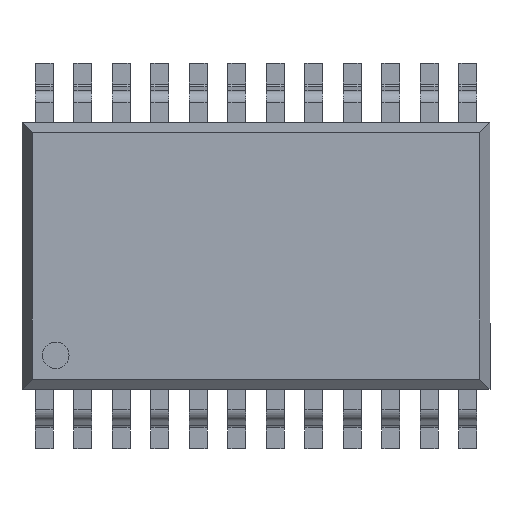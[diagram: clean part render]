
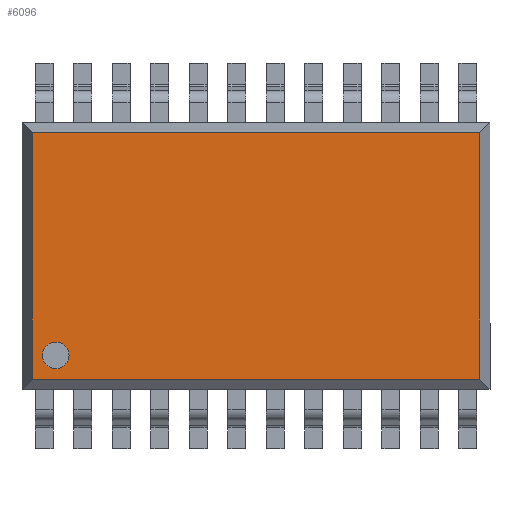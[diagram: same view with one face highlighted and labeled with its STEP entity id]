
A CAD part, top view. The second image highlights one B-rep face of the part: STEP entity #6096.
In plain terms, the highlighted planar face has unit normal (0, 0, 1).
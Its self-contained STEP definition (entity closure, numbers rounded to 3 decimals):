
#69=FACE_BOUND('',#698,.T.);
#77=PLANE('',#6496);
#339=FACE_OUTER_BOUND('',#697,.T.);
#697=EDGE_LOOP('',(#4206,#4207,#4208,#4209));
#698=EDGE_LOOP('',(#4210));
#1049=LINE('',#8874,#1762);
#1053=LINE('',#8882,#1766);
#1056=LINE('',#8888,#1769);
#1060=LINE('',#8894,#1773);
#1762=VECTOR('',#7054,10.);
#1766=VECTOR('',#7060,10.);
#1769=VECTOR('',#7065,10.);
#1773=VECTOR('',#7071,10.);
#2474=CIRCLE('',#6487,0.225);
#2668=VERTEX_POINT('',#8865);
#2670=VERTEX_POINT('',#8872);
#2671=VERTEX_POINT('',#8873);
#2674=VERTEX_POINT('',#8881);
#2676=VERTEX_POINT('',#8887);
#3270=EDGE_CURVE('',#2668,#2668,#2474,.T.);
#3273=EDGE_CURVE('',#2670,#2671,#1049,.T.);
#3277=EDGE_CURVE('',#2671,#2674,#1053,.T.);
#3280=EDGE_CURVE('',#2674,#2676,#1056,.T.);
#3284=EDGE_CURVE('',#2676,#2670,#1060,.T.);
#4206=ORIENTED_EDGE('',*,*,#3273,.F.);
#4207=ORIENTED_EDGE('',*,*,#3284,.F.);
#4208=ORIENTED_EDGE('',*,*,#3280,.F.);
#4209=ORIENTED_EDGE('',*,*,#3277,.F.);
#4210=ORIENTED_EDGE('',*,*,#3270,.T.);
#6096=ADVANCED_FACE('',(#339,#69),#77,.T.);
#6487=AXIS2_PLACEMENT_3D('',#8866,#7045,#7046);
#6496=AXIS2_PLACEMENT_3D('',#8905,#7081,#7082);
#7045=DIRECTION('center_axis',(0.,0.,-1.));
#7046=DIRECTION('ref_axis',(1.,0.,0.));
#7054=DIRECTION('',(0.,1.,0.));
#7060=DIRECTION('',(1.,0.,0.));
#7065=DIRECTION('',(0.,-1.,0.));
#7071=DIRECTION('',(-1.,0.,0.));
#7081=DIRECTION('center_axis',(0.,0.,1.));
#7082=DIRECTION('ref_axis',(1.,0.,0.));
#8865=CARTESIAN_POINT('',(-1.905,3.38,1.2));
#8866=CARTESIAN_POINT('Origin',(-1.68,3.38,1.2));
#8872=CARTESIAN_POINT('',(-2.08,-3.78,1.2));
#8873=CARTESIAN_POINT('',(-2.08,3.78,1.2));
#8874=CARTESIAN_POINT('',(-2.08,1.975,1.2));
#8881=CARTESIAN_POINT('',(2.08,3.78,1.2));
#8882=CARTESIAN_POINT('',(1.125,3.78,1.2));
#8887=CARTESIAN_POINT('',(2.08,-3.78,1.2));
#8888=CARTESIAN_POINT('',(2.08,-1.975,1.2));
#8894=CARTESIAN_POINT('',(-1.125,-3.78,1.2));
#8905=CARTESIAN_POINT('Origin',(0.,0.,1.2));
